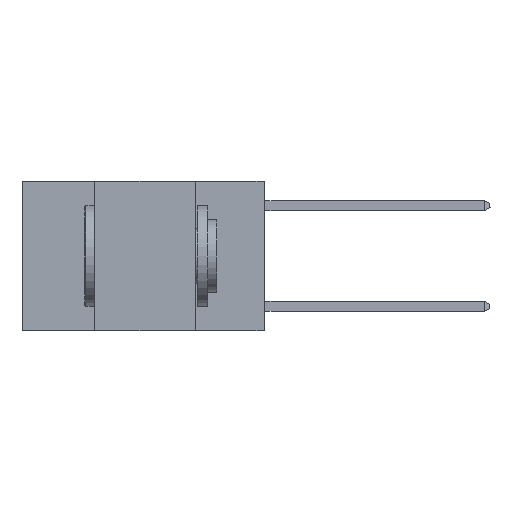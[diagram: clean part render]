
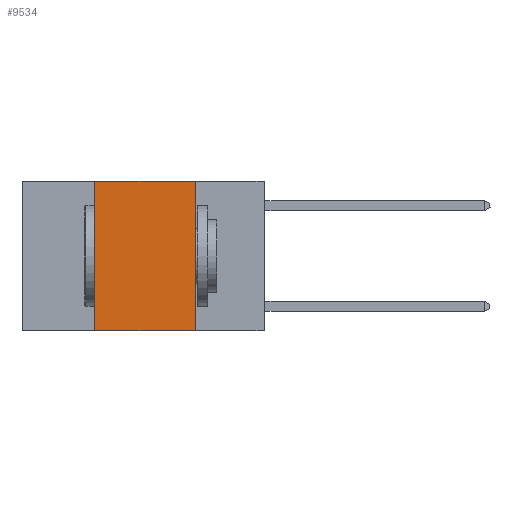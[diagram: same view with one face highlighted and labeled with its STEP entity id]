
A CAD part, left-side view. The second image highlights one B-rep face of the part: STEP entity #9534.
In plain terms, the highlighted planar face has unit normal (-1, 0, 0).
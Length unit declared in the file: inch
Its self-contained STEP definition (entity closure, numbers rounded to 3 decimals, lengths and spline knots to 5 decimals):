
#1071 = EDGE_CURVE ( 'NONE', #9157, #4280, #21001, .T. ) ;
#2965 = CARTESIAN_POINT ( 'NONE',  ( 0., 0.42, 0. ) ) ;
#3739 = CARTESIAN_POINT ( 'NONE',  ( 0., 0.17, 0. ) ) ;
#4200 = LINE ( 'NONE', #8760, #27353 ) ;
#4280 = VERTEX_POINT ( 'NONE', #7256 ) ;
#4790 = CARTESIAN_POINT ( 'NONE',  ( 0., 0.42, -0.37 ) ) ;
#5042 = VERTEX_POINT ( 'NONE', #13479 ) ;
#5874 = VECTOR ( 'NONE', #26894, 39.37008 ) ;
#5908 = ORIENTED_EDGE ( 'NONE', *, *, #1071, .F. ) ;
#7256 = CARTESIAN_POINT ( 'NONE',  ( 0., 0.17, -0.37 ) ) ;
#8760 = CARTESIAN_POINT ( 'NONE',  ( 0., 0.6, 0. ) ) ;
#8819 = LINE ( 'NONE', #26196, #16291 ) ;
#9157 = VERTEX_POINT ( 'NONE', #19377 ) ;
#9534 = ADVANCED_FACE ( 'NONE', ( #14094 ), #25016, .F. ) ;
#9965 = VECTOR ( 'NONE', #14746, 39.37008 ) ;
#10184 = AXIS2_PLACEMENT_3D ( 'NONE', #17345, #21195, #25738 ) ;
#13224 = ORIENTED_EDGE ( 'NONE', *, *, #23956, .F. ) ;
#13479 = CARTESIAN_POINT ( 'NONE',  ( 0., 0.42, 0. ) ) ;
#13604 = EDGE_CURVE ( 'NONE', #5042, #9157, #4200, .T. ) ;
#14094 = FACE_OUTER_BOUND ( 'NONE', #23107, .T. ) ;
#14746 = DIRECTION ( 'NONE',  ( 0., 0., -1. ) ) ;
#16291 = VECTOR ( 'NONE', #21796, 39.37008 ) ;
#16381 = ORIENTED_EDGE ( 'NONE', *, *, #22136, .T. ) ;
#17345 = CARTESIAN_POINT ( 'NONE',  ( 0., 0.6, 0. ) ) ;
#17619 = DIRECTION ( 'NONE',  ( 0., -1., 0. ) ) ;
#18166 = VERTEX_POINT ( 'NONE', #4790 ) ;
#19377 = CARTESIAN_POINT ( 'NONE',  ( 0., 0.17, 0. ) ) ;
#21001 = LINE ( 'NONE', #3739, #9965 ) ;
#21195 = DIRECTION ( 'NONE',  ( 1., 0., 0. ) ) ;
#21796 = DIRECTION ( 'NONE',  ( 0., -1., 0. ) ) ;
#22136 = EDGE_CURVE ( 'NONE', #18166, #4280, #8819, .T. ) ;
#22220 = LINE ( 'NONE', #2965, #5874 ) ;
#23107 = EDGE_LOOP ( 'NONE', ( #5908, #26072, #13224, #16381 ) ) ;
#23956 = EDGE_CURVE ( 'NONE', #18166, #5042, #22220, .T. ) ;
#25016 = PLANE ( 'NONE',  #10184 ) ;
#25738 = DIRECTION ( 'NONE',  ( 0., 0., -1. ) ) ;
#26072 = ORIENTED_EDGE ( 'NONE', *, *, #13604, .F. ) ;
#26196 = CARTESIAN_POINT ( 'NONE',  ( 0., 0.6, -0.37 ) ) ;
#26894 = DIRECTION ( 'NONE',  ( 0., 0., 1. ) ) ;
#27353 = VECTOR ( 'NONE', #17619, 39.37008 ) ;
